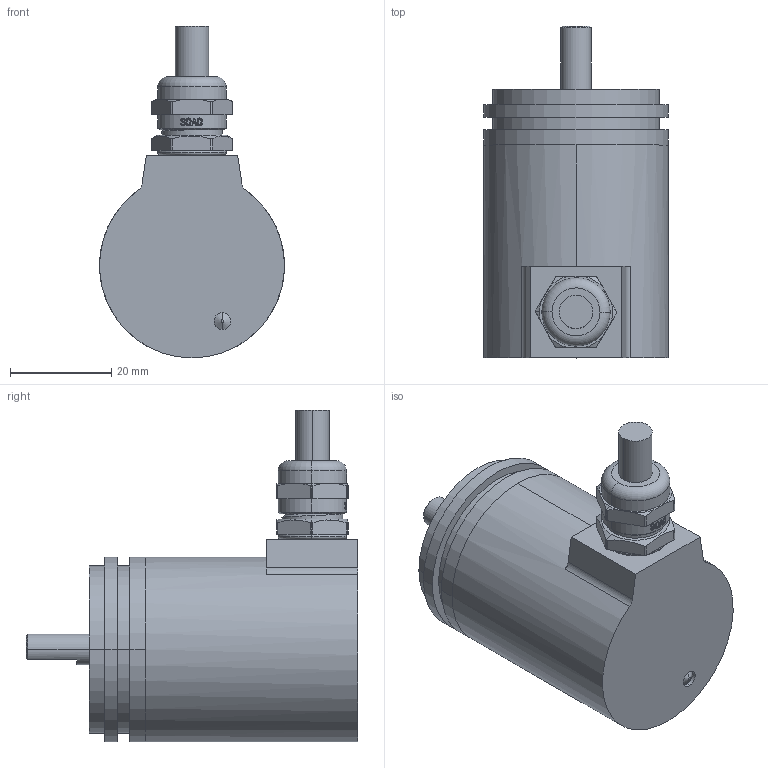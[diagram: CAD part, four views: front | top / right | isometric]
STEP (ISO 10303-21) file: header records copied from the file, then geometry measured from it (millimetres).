
FILE_DESCRIPTION (( 'STEP AP214' ), '1' );
FILE_NAME ('JDCM36-AP俋倛芞.STEP', '2022-04-29T02:51:02', ( 'apple' ), ( '' ), 'SwSTEP 2.0', 'SolidWorks 2014', '' );
FILE_SCHEMA (( 'AUTOMOTIVE_DESIGN' ));
Length unit declared in the file: millimetre
Products named in the file (1): JDCM36-AP俋倛芞
Bounding box: 36.5 x 65.5 x 65.5 mm (x, y, z)
Surface area: 11376.3 mm2 (no closed solid volume)
Topology: 0 solids, 10 shells, 158 faces, 437 edges, 298 vertices
Faces by surface type: cylinder 63, plane 40, bspline 33, cone 16, torus 6
Entity records: 11075 total; most frequent: CARTESIAN_POINT 5646, ORIENTED_EDGE 774, DIRECTION 663, EDGE_CURVE 437, VERTEX_POINT 298, AXIS2_PLACEMENT_3D 273, EDGE_LOOP 184, UNCERTAINTY_MEASURE_WITH_UNIT 160
